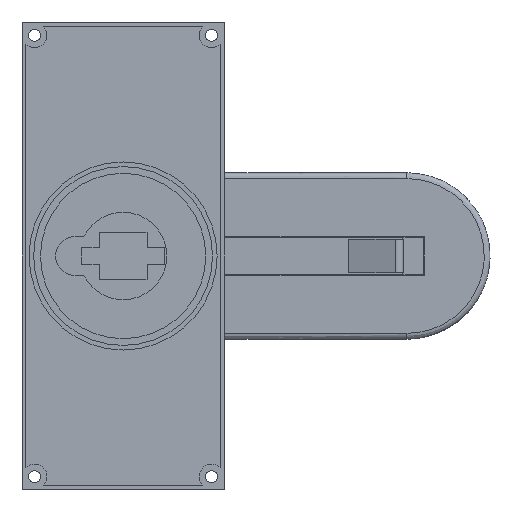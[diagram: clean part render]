
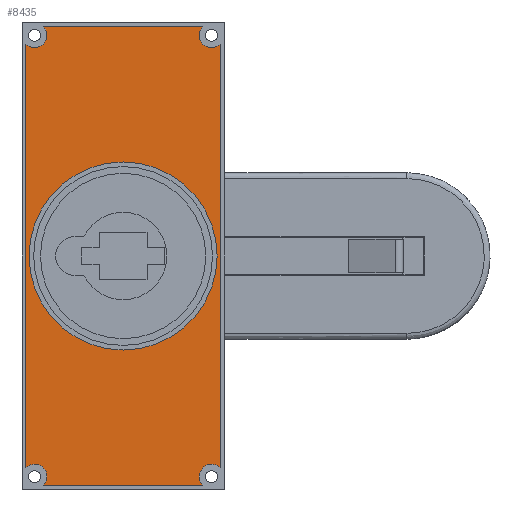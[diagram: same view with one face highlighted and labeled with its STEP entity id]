
A CAD part, front view. The second image highlights one B-rep face of the part: STEP entity #8435.
In plain terms, the highlighted planar face has unit normal (0, -1, 0).
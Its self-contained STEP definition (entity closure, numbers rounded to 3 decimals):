
#1 = VERTEX_POINT ( 'NONE', #5695 ) ;
#59 = CIRCLE ( 'NONE', #10516, 3.182 ) ;
#143 = DIRECTION ( 'NONE',  ( 0., 0., -1. ) ) ;
#148 = CARTESIAN_POINT ( 'NONE',  ( -25., 7., -54.5 ) ) ;
#284 = VERTEX_POINT ( 'NONE', #2014 ) ;
#457 = ORIENTED_EDGE ( 'NONE', *, *, #11884, .T. ) ;
#712 = ORIENTED_EDGE ( 'NONE', *, *, #2715, .F. ) ;
#997 = DIRECTION ( 'NONE',  ( 0., 0., -1. ) ) ;
#1203 = EDGE_CURVE ( 'NONE', #1718, #284, #7684, .T. ) ;
#1269 = ORIENTED_EDGE ( 'NONE', *, *, #2908, .T. ) ;
#1718 = VERTEX_POINT ( 'NONE', #2534 ) ;
#1723 = DIRECTION ( 'NONE',  ( 0., -1., 0. ) ) ;
#1866 = CIRCLE ( 'NONE', #5716, 3.182 ) ;
#1919 = CIRCLE ( 'NONE', #7323, 3.182 ) ;
#1943 = DIRECTION ( 'NONE',  ( 1., 0., 0. ) ) ;
#2014 = CARTESIAN_POINT ( 'NONE',  ( 25., 7., 54.5 ) ) ;
#2054 = DIRECTION ( 'NONE',  ( 0., 0., 1. ) ) ;
#2072 = DIRECTION ( 'NONE',  ( 0., 0., -1. ) ) ;
#2467 = CARTESIAN_POINT ( 'NONE',  ( 22.75, 7., -56.75 ) ) ;
#2534 = CARTESIAN_POINT ( 'NONE',  ( 20.5, 7., 59. ) ) ;
#2546 = CARTESIAN_POINT ( 'NONE',  ( -25., 7., 54.5 ) ) ;
#2715 = EDGE_CURVE ( 'NONE', #12234, #5814, #59, .T. ) ;
#2896 = CARTESIAN_POINT ( 'NONE',  ( -22.75, 7., -56.75 ) ) ;
#2898 = LINE ( 'NONE', #6548, #3592 ) ;
#2908 = EDGE_CURVE ( 'NONE', #1718, #4633, #2898, .T. ) ;
#3024 = PLANE ( 'NONE',  #14148 ) ;
#3220 = DIRECTION ( 'NONE',  ( 0., -1., 0. ) ) ;
#3351 = DIRECTION ( 'NONE',  ( 0., -1., 0. ) ) ;
#3468 = CARTESIAN_POINT ( 'NONE',  ( 22.75, 7., 56.75 ) ) ;
#3592 = VECTOR ( 'NONE', #12146, 1000. ) ;
#3670 = DIRECTION ( 'NONE',  ( 0., 0., -1. ) ) ;
#3810 = EDGE_CURVE ( 'NONE', #11091, #284, #13891, .T. ) ;
#4164 = CARTESIAN_POINT ( 'NONE',  ( 0., 7., -59. ) ) ;
#4187 = CARTESIAN_POINT ( 'NONE',  ( 25., 7., 0. ) ) ;
#4278 = DIRECTION ( 'NONE',  ( 0., 0., 1. ) ) ;
#4574 = CARTESIAN_POINT ( 'NONE',  ( -22.75, 7., 56.75 ) ) ;
#4633 = VERTEX_POINT ( 'NONE', #11901 ) ;
#4679 = ORIENTED_EDGE ( 'NONE', *, *, #1203, .F. ) ;
#4767 = EDGE_CURVE ( 'NONE', #8232, #9969, #10912, .T. ) ;
#4779 = DIRECTION ( 'NONE',  ( 0., -1., 0. ) ) ;
#4969 = VECTOR ( 'NONE', #2072, 1000. ) ;
#5076 = DIRECTION ( 'NONE',  ( 0., -1., 0. ) ) ;
#5356 = FACE_BOUND ( 'NONE', #9999, .T. ) ;
#5514 = CARTESIAN_POINT ( 'NONE',  ( 22.75, 7., -53.568 ) ) ;
#5546 = EDGE_CURVE ( 'NONE', #9314, #5814, #12477, .T. ) ;
#5587 = VERTEX_POINT ( 'NONE', #10893 ) ;
#5594 = ORIENTED_EDGE ( 'NONE', *, *, #7121, .F. ) ;
#5695 = CARTESIAN_POINT ( 'NONE',  ( -20.5, 7., -59. ) ) ;
#5716 = AXIS2_PLACEMENT_3D ( 'NONE', #11978, #3220, #997 ) ;
#5814 = VERTEX_POINT ( 'NONE', #148 ) ;
#6175 = CARTESIAN_POINT ( 'NONE',  ( -22.75, 7., -56.75 ) ) ;
#6200 = DIRECTION ( 'NONE',  ( 0., 0., -1. ) ) ;
#6279 = DIRECTION ( 'NONE',  ( 0., 1., 0. ) ) ;
#6481 = VERTEX_POINT ( 'NONE', #5514 ) ;
#6502 = DIRECTION ( 'NONE',  ( 0., -1., 0. ) ) ;
#6548 = CARTESIAN_POINT ( 'NONE',  ( 0., 7., 59. ) ) ;
#6760 = LINE ( 'NONE', #4164, #9920 ) ;
#6940 = DIRECTION ( 'NONE',  ( 0., -1., 0. ) ) ;
#6959 = EDGE_CURVE ( 'NONE', #6481, #5587, #1866, .T. ) ;
#7009 = EDGE_CURVE ( 'NONE', #9314, #4633, #14446, .T. ) ;
#7121 = EDGE_CURVE ( 'NONE', #11091, #6481, #8162, .T. ) ;
#7157 = CARTESIAN_POINT ( 'NONE',  ( 25., 7., -54.5 ) ) ;
#7218 = CARTESIAN_POINT ( 'NONE',  ( -22.75, 7., -53.568 ) ) ;
#7323 = AXIS2_PLACEMENT_3D ( 'NONE', #2896, #5076, #6200 ) ;
#7345 = ORIENTED_EDGE ( 'NONE', *, *, #9466, .F. ) ;
#7355 = DIRECTION ( 'NONE',  ( 0., 0., 1. ) ) ;
#7684 = CIRCLE ( 'NONE', #13782, 3.182 ) ;
#8147 = CARTESIAN_POINT ( 'NONE',  ( 0., 7., 24.181 ) ) ;
#8162 = CIRCLE ( 'NONE', #10309, 3.182 ) ;
#8232 = VERTEX_POINT ( 'NONE', #8147 ) ;
#8382 = ORIENTED_EDGE ( 'NONE', *, *, #5546, .T. ) ;
#8415 = DIRECTION ( 'NONE',  ( 0., 0., -1. ) ) ;
#8435 = ADVANCED_FACE ( 'NONE', ( #10448, #5356 ), #3024, .F. ) ;
#8693 = DIRECTION ( 'NONE',  ( 0., 0., 1. ) ) ;
#8700 = EDGE_LOOP ( 'NONE', ( #4679, #1269, #10655, #8382, #712, #7345, #457, #10379, #5594, #12775 ) ) ;
#9314 = VERTEX_POINT ( 'NONE', #2546 ) ;
#9466 = EDGE_CURVE ( 'NONE', #1, #12234, #1919, .T. ) ;
#9920 = VECTOR ( 'NONE', #1943, 1000. ) ;
#9969 = VERTEX_POINT ( 'NONE', #11764 ) ;
#9999 = EDGE_LOOP ( 'NONE', ( #12992, #10265 ) ) ;
#10011 = EDGE_CURVE ( 'NONE', #9969, #8232, #14481, .T. ) ;
#10265 = ORIENTED_EDGE ( 'NONE', *, *, #10011, .F. ) ;
#10309 = AXIS2_PLACEMENT_3D ( 'NONE', #2467, #4779, #143 ) ;
#10379 = ORIENTED_EDGE ( 'NONE', *, *, #6959, .F. ) ;
#10448 = FACE_OUTER_BOUND ( 'NONE', #8700, .T. ) ;
#10516 = AXIS2_PLACEMENT_3D ( 'NONE', #6175, #1723, #8415 ) ;
#10586 = VECTOR ( 'NONE', #4278, 1000. ) ;
#10655 = ORIENTED_EDGE ( 'NONE', *, *, #7009, .F. ) ;
#10893 = CARTESIAN_POINT ( 'NONE',  ( 20.5, 7., -59. ) ) ;
#10912 = CIRCLE ( 'NONE', #12428, 24.181 ) ;
#11091 = VERTEX_POINT ( 'NONE', #7157 ) ;
#11260 = DIRECTION ( 'NONE',  ( 0., 0., -1. ) ) ;
#11764 = CARTESIAN_POINT ( 'NONE',  ( 0., 7., -24.181 ) ) ;
#11884 = EDGE_CURVE ( 'NONE', #1, #5587, #6760, .T. ) ;
#11901 = CARTESIAN_POINT ( 'NONE',  ( -20.5, 7., 59. ) ) ;
#11978 = CARTESIAN_POINT ( 'NONE',  ( 22.75, 7., -56.75 ) ) ;
#12146 = DIRECTION ( 'NONE',  ( -1., 0., 0. ) ) ;
#12234 = VERTEX_POINT ( 'NONE', #7218 ) ;
#12428 = AXIS2_PLACEMENT_3D ( 'NONE', #13093, #6502, #2054 ) ;
#12477 = LINE ( 'NONE', #14336, #4969 ) ;
#12775 = ORIENTED_EDGE ( 'NONE', *, *, #3810, .T. ) ;
#12992 = ORIENTED_EDGE ( 'NONE', *, *, #4767, .F. ) ;
#13093 = CARTESIAN_POINT ( 'NONE',  ( 0., 7., 0. ) ) ;
#13285 = AXIS2_PLACEMENT_3D ( 'NONE', #4574, #3351, #11260 ) ;
#13595 = AXIS2_PLACEMENT_3D ( 'NONE', #14226, #14364, #8693 ) ;
#13782 = AXIS2_PLACEMENT_3D ( 'NONE', #3468, #6940, #3670 ) ;
#13891 = LINE ( 'NONE', #4187, #10586 ) ;
#14055 = CARTESIAN_POINT ( 'NONE',  ( 0., 7., 0. ) ) ;
#14148 = AXIS2_PLACEMENT_3D ( 'NONE', #14055, #6279, #7355 ) ;
#14226 = CARTESIAN_POINT ( 'NONE',  ( 0., 7., 0. ) ) ;
#14336 = CARTESIAN_POINT ( 'NONE',  ( -25., 7., 0. ) ) ;
#14364 = DIRECTION ( 'NONE',  ( 0., -1., 0. ) ) ;
#14446 = CIRCLE ( 'NONE', #13285, 3.182 ) ;
#14481 = CIRCLE ( 'NONE', #13595, 24.181 ) ;
